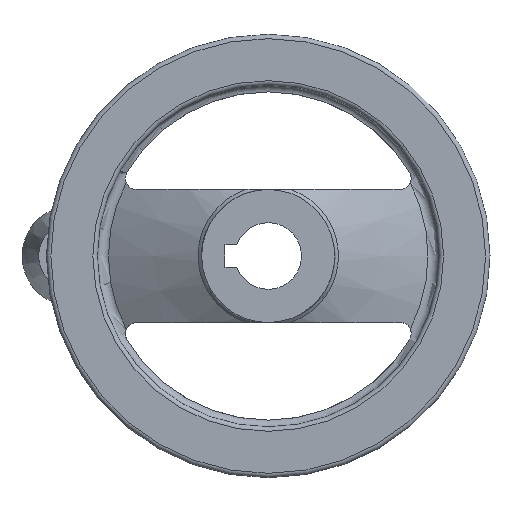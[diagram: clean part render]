
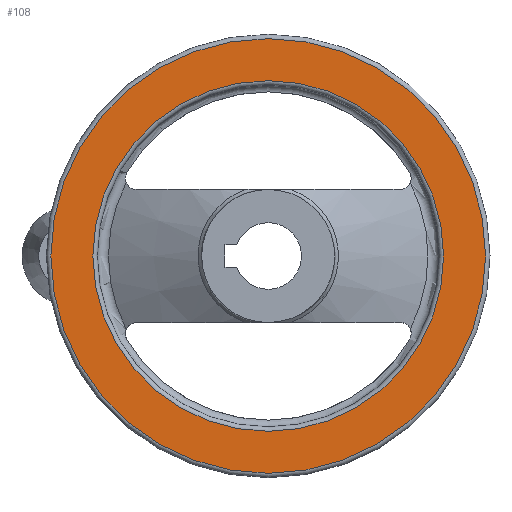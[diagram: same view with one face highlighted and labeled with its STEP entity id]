
A CAD part, left-side view. The second image highlights one B-rep face of the part: STEP entity #108.
In plain terms, the highlighted planar face has unit normal (-1, 0, 0).
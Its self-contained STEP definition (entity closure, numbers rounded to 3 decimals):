
#108 = ADVANCED_FACE( '', ( #234, #235 ), #236, .F. );
#234 = FACE_OUTER_BOUND( '', #374, .T. );
#235 = FACE_BOUND( '', #375, .T. );
#236 = PLANE( '', #376 );
#374 = EDGE_LOOP( '', ( #655 ) );
#375 = EDGE_LOOP( '', ( #656 ) );
#376 = AXIS2_PLACEMENT_3D( '', #657, #658, #659 );
#655 = ORIENTED_EDGE( '', *, *, #835, .F. );
#656 = ORIENTED_EDGE( '', *, *, #795, .T. );
#657 = CARTESIAN_POINT( '', ( 15.2, 31.62, 0. ) );
#658 = DIRECTION( '', ( 1., 0., 0. ) );
#659 = DIRECTION( '', ( 0., 0., -1. ) );
#795 = EDGE_CURVE( '', #930, #930, #931, .T. );
#835 = EDGE_CURVE( '', #998, #998, #999, .T. );
#930 = VERTEX_POINT( '', #1221 );
#931 = CIRCLE( '', #1222, 31.62 );
#998 = VERTEX_POINT( '', #1410 );
#999 = CIRCLE( '', #1411, 39.2 );
#1221 = CARTESIAN_POINT( '', ( 15.2, 0., -31.62 ) );
#1222 = AXIS2_PLACEMENT_3D( '', #1579, #1580, #1581 );
#1410 = CARTESIAN_POINT( '', ( 15.2, 0., -39.2 ) );
#1411 = AXIS2_PLACEMENT_3D( '', #1622, #1623, #1624 );
#1579 = CARTESIAN_POINT( '', ( 15.2, 0., 0. ) );
#1580 = DIRECTION( '', ( 1., 0., 0. ) );
#1581 = DIRECTION( '', ( 0., 0., -1. ) );
#1622 = CARTESIAN_POINT( '', ( 15.2, 0., 0. ) );
#1623 = DIRECTION( '', ( 1., 0., 0. ) );
#1624 = DIRECTION( '', ( 0., 0., -1. ) );
